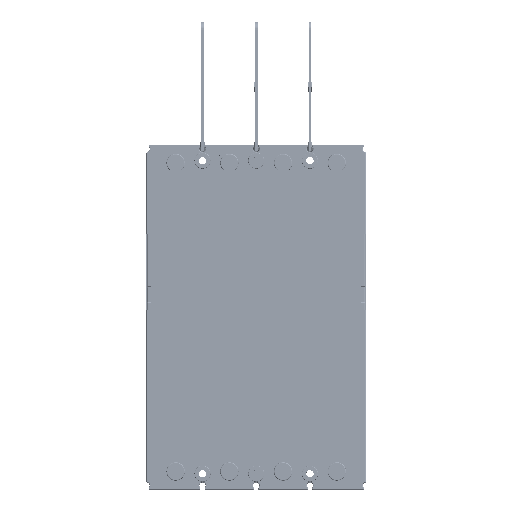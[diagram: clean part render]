
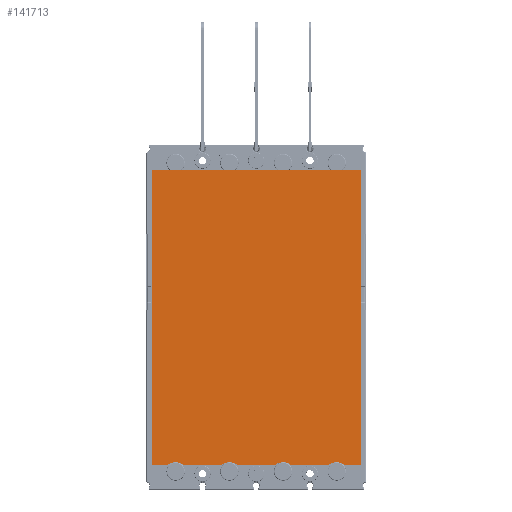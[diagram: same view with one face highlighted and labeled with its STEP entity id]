
A CAD part, top view. The second image highlights one B-rep face of the part: STEP entity #141713.
In plain terms, the highlighted planar face has unit normal (0, 0, 1).
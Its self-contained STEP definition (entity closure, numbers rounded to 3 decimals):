
#40948=DIRECTION('',(0.,1.,0.));
#40949=VECTOR('',#40948,192.);
#40950=CARTESIAN_POINT('',(139.5,16.5,-0.9));
#40951=LINE('',#40950,#40949);
#40952=DIRECTION('',(1.,0.,0.));
#40953=VECTOR('',#40952,10.678);
#40954=CARTESIAN_POINT('',(128.822,16.5,-0.9));
#40955=LINE('',#40954,#40953);
#40956=CARTESIAN_POINT('',(124.,9.5,-0.9));
#40957=DIRECTION('',(0.,0.,-1.));
#40958=DIRECTION('',(-0.567,0.824,0.));
#40959=AXIS2_PLACEMENT_3D('',#40956,#40957,#40958);
#40961=DIRECTION('',(1.,0.,0.));
#40962=VECTOR('',#40961,25.356);
#40963=CARTESIAN_POINT('',(93.822,16.5,-0.9));
#40964=LINE('',#40963,#40962);
#40965=CARTESIAN_POINT('',(89.,9.5,-0.9));
#40966=DIRECTION('',(0.,0.,-1.));
#40967=DIRECTION('',(-0.567,0.824,0.));
#40968=AXIS2_PLACEMENT_3D('',#40965,#40966,#40967);
#40970=DIRECTION('',(1.,0.,0.));
#40971=VECTOR('',#40970,25.356);
#40972=CARTESIAN_POINT('',(58.822,16.5,-0.9));
#40973=LINE('',#40972,#40971);
#40974=CARTESIAN_POINT('',(54.,9.5,-0.9));
#40975=DIRECTION('',(0.,0.,-1.));
#40976=DIRECTION('',(-0.567,0.824,0.));
#40977=AXIS2_PLACEMENT_3D('',#40974,#40975,#40976);
#40979=DIRECTION('',(1.,0.,0.));
#40980=VECTOR('',#40979,25.356);
#40981=CARTESIAN_POINT('',(23.822,16.5,-0.9));
#40982=LINE('',#40981,#40980);
#40983=CARTESIAN_POINT('',(19.,9.5,-0.9));
#40984=DIRECTION('',(0.,0.,-1.));
#40985=DIRECTION('',(-0.567,0.824,0.));
#40986=AXIS2_PLACEMENT_3D('',#40983,#40984,#40985);
#40988=DIRECTION('',(1.,0.,0.));
#40989=VECTOR('',#40988,10.678);
#40990=CARTESIAN_POINT('',(3.5,16.5,-0.9));
#40991=LINE('',#40990,#40989);
#40992=DIRECTION('',(0.,-1.,0.));
#40993=VECTOR('',#40992,192.);
#40994=CARTESIAN_POINT('',(3.5,208.5,-0.9));
#40995=LINE('',#40994,#40993);
#40996=DIRECTION('',(-1.,0.,0.));
#40997=VECTOR('',#40996,136.);
#40998=CARTESIAN_POINT('',(139.5,208.5,-0.9));
#40999=LINE('',#40998,#40997);
#83745=CARTESIAN_POINT('',(3.5,208.5,-0.9));
#83746=CARTESIAN_POINT('',(3.5,16.5,-0.9));
#83747=VERTEX_POINT('',#83745);
#83748=VERTEX_POINT('',#83746);
#83749=CARTESIAN_POINT('',(139.5,16.5,-0.9));
#83750=CARTESIAN_POINT('',(139.5,208.5,-0.9));
#83751=VERTEX_POINT('',#83749);
#83752=VERTEX_POINT('',#83750);
#83753=CARTESIAN_POINT('',(14.178,16.5,-0.9));
#83754=VERTEX_POINT('',#83753);
#83755=CARTESIAN_POINT('',(23.822,16.5,-0.9));
#83756=VERTEX_POINT('',#83755);
#83757=CARTESIAN_POINT('',(49.178,16.5,-0.9));
#83758=VERTEX_POINT('',#83757);
#83759=CARTESIAN_POINT('',(58.822,16.5,-0.9));
#83760=VERTEX_POINT('',#83759);
#83761=CARTESIAN_POINT('',(84.178,16.5,-0.9));
#83762=VERTEX_POINT('',#83761);
#83763=CARTESIAN_POINT('',(93.822,16.5,-0.9));
#83764=VERTEX_POINT('',#83763);
#83765=CARTESIAN_POINT('',(119.178,16.5,-0.9));
#83766=VERTEX_POINT('',#83765);
#83767=CARTESIAN_POINT('',(128.822,16.5,-0.9));
#83768=VERTEX_POINT('',#83767);
#141694=CARTESIAN_POINT('',(19.,9.5,-0.9));
#141695=DIRECTION('',(0.,0.,1.));
#141696=DIRECTION('',(1.,0.,0.));
#141697=AXIS2_PLACEMENT_3D('',#141694,#141695,#141696);
#141698=PLANE('',#141697);
#141699=ORIENTED_EDGE('',*,*,#141553,.F.);
#141700=ORIENTED_EDGE('',*,*,#141570,.F.);
#141701=ORIENTED_EDGE('',*,*,#141584,.F.);
#141702=ORIENTED_EDGE('',*,*,#141599,.F.);
#141703=ORIENTED_EDGE('',*,*,#141614,.F.);
#141704=ORIENTED_EDGE('',*,*,#141629,.F.);
#141705=ORIENTED_EDGE('',*,*,#141644,.F.);
#141706=ORIENTED_EDGE('',*,*,#141659,.F.);
#141707=ORIENTED_EDGE('',*,*,#141674,.F.);
#141708=ORIENTED_EDGE('',*,*,#141687,.F.);
#141709=ORIENTED_EDGE('',*,*,#141516,.F.);
#141710=ORIENTED_EDGE('',*,*,#141531,.F.);
#141711=EDGE_LOOP('',(#141699,#141700,#141701,#141702,#141703,#141704,#141705,
#141706,#141707,#141708,#141709,#141710));
#141712=FACE_OUTER_BOUND('',#141711,.F.);
#141713=ADVANCED_FACE('',(#141712),#141698,.T.);
#40960=CIRCLE('',#40959,8.5);
#40969=CIRCLE('',#40968,8.5);
#40978=CIRCLE('',#40977,8.5);
#40987=CIRCLE('',#40986,8.5);
#141516=EDGE_CURVE('',#83747,#83748,#40995,.T.);
#141531=EDGE_CURVE('',#83752,#83747,#40999,.T.);
#141553=EDGE_CURVE('',#83751,#83752,#40951,.T.);
#141570=EDGE_CURVE('',#83768,#83751,#40955,.T.);
#141584=EDGE_CURVE('',#83766,#83768,#40960,.T.);
#141599=EDGE_CURVE('',#83764,#83766,#40964,.T.);
#141614=EDGE_CURVE('',#83762,#83764,#40969,.T.);
#141629=EDGE_CURVE('',#83760,#83762,#40973,.T.);
#141644=EDGE_CURVE('',#83758,#83760,#40978,.T.);
#141659=EDGE_CURVE('',#83756,#83758,#40982,.T.);
#141674=EDGE_CURVE('',#83754,#83756,#40987,.T.);
#141687=EDGE_CURVE('',#83748,#83754,#40991,.T.);
